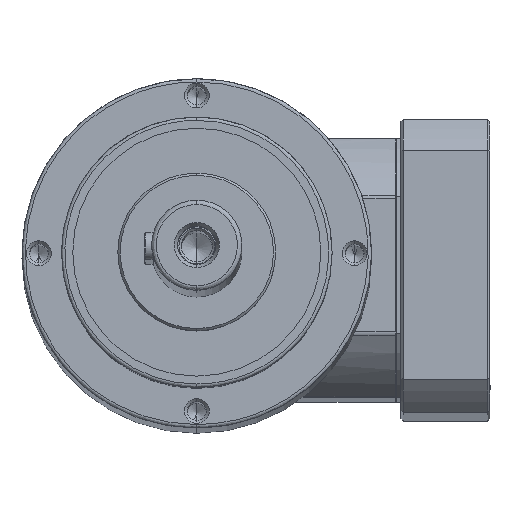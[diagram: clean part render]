
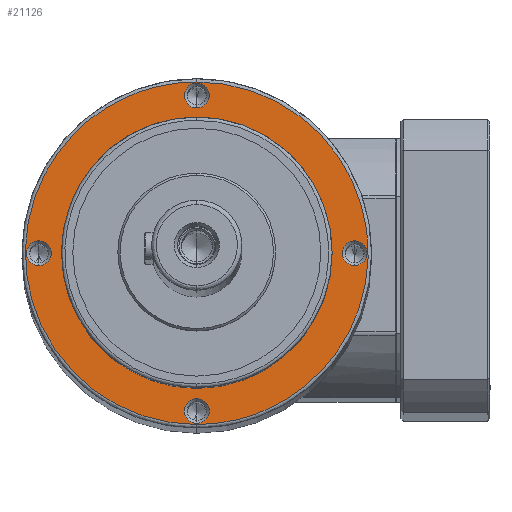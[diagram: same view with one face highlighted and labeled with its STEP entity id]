
A CAD part, left-side view. The second image highlights one B-rep face of the part: STEP entity #21126.
In plain terms, the highlighted face is planar.
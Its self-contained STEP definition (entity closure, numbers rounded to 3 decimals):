
#264 = ORIENTED_EDGE ( 'NONE', *, *, #30810, .F. ) ;
#347 = DIRECTION ( 'NONE',  ( 0., 0., -1. ) ) ;
#732 = CARTESIAN_POINT ( 'NONE',  ( 0., -70., 12. ) ) ;
#874 = AXIS2_PLACEMENT_3D ( 'NONE', #16185, #37571, #19277 ) ;
#885 = DIRECTION ( 'NONE',  ( -1., 0., 0. ) ) ;
#1593 = EDGE_CURVE ( 'NONE', #20790, #32718, #13683, .T. ) ;
#2466 = CIRCLE ( 'NONE', #874, 5.5 ) ;
#2938 = DIRECTION ( 'NONE',  ( -1., 0., 0. ) ) ;
#3675 =( BOUNDED_CURVE ( )  B_SPLINE_CURVE ( 3, ( #8815, #36291, #15027, #36423 ),
 .UNSPECIFIED., .F., .T. ) 
 B_SPLINE_CURVE_WITH_KNOTS ( ( 4, 4 ),
 ( 0., 0.5 ),
 .UNSPECIFIED. ) 
 CURVE ( )  GEOMETRIC_REPRESENTATION_ITEM ( )  RATIONAL_B_SPLINE_CURVE ( ( 1., 0.333, 0.333, 1. ) ) 
 REPRESENTATION_ITEM ( '' )  );
#4094 = CARTESIAN_POINT ( 'NONE',  ( 76., 0., 12. ) ) ;
#4255 = CARTESIAN_POINT ( 'NONE',  ( -5.5, 70., 12. ) ) ;
#4642 = VERTEX_POINT ( 'NONE', #37177 ) ;
#4710 = VERTEX_POINT ( 'NONE', #37001 ) ;
#5484 = DIRECTION ( 'NONE',  ( 0., 0., -1. ) ) ;
#5564 = AXIS2_PLACEMENT_3D ( 'NONE', #39603, #21227, #2938 ) ;
#5576 = CIRCLE ( 'NONE', #8525, 60. ) ;
#6347 = AXIS2_PLACEMENT_3D ( 'NONE', #37528, #19223, #885 ) ;
#6445 = CARTESIAN_POINT ( 'NONE',  ( -75.5, 0., 12. ) ) ;
#6522 = DIRECTION ( 'NONE',  ( 0., 0., -1. ) ) ;
#6592 =( BOUNDED_CURVE ( )  B_SPLINE_CURVE ( 3, ( #4094, #22319, #7114, #28367 ),
 .UNSPECIFIED., .F., .F. ) 
 B_SPLINE_CURVE_WITH_KNOTS ( ( 4, 4 ),
 ( 0.5, 1. ),
 .UNSPECIFIED. ) 
 CURVE ( )  GEOMETRIC_REPRESENTATION_ITEM ( )  RATIONAL_B_SPLINE_CURVE ( ( 1., 0.333, 0.333, 1. ) ) 
 REPRESENTATION_ITEM ( '' )  );
#6677 = CARTESIAN_POINT ( 'NONE',  ( 0., -70., 12. ) ) ;
#6987 = DIRECTION ( 'NONE',  ( 0., 0., -1. ) ) ;
#7114 = CARTESIAN_POINT ( 'NONE',  ( -76., 152., 12. ) ) ;
#7612 = AXIS2_PLACEMENT_3D ( 'NONE', #17312, #38680, #20381 ) ;
#8196 = CARTESIAN_POINT ( 'NONE',  ( 64.5, 0., 12. ) ) ;
#8525 = AXIS2_PLACEMENT_3D ( 'NONE', #25143, #6987, #28219 ) ;
#8815 = CARTESIAN_POINT ( 'NONE',  ( -76., 0., 12. ) ) ;
#9254 = DIRECTION ( 'NONE',  ( -1., 0., 0. ) ) ;
#9443 = ORIENTED_EDGE ( 'NONE', *, *, #36854, .F. ) ;
#9483 = CARTESIAN_POINT ( 'NONE',  ( 5.5, -70., 12. ) ) ;
#9736 = DIRECTION ( 'NONE',  ( -1., 0., 0. ) ) ;
#9946 = VERTEX_POINT ( 'NONE', #21113 ) ;
#10012 = ORIENTED_EDGE ( 'NONE', *, *, #1593, .F. ) ;
#10205 = FACE_BOUND ( 'NONE', #12492, .T. ) ;
#10236 = CIRCLE ( 'NONE', #20829, 5.5 ) ;
#10643 = CARTESIAN_POINT ( 'NONE',  ( 0., 0., 12. ) ) ;
#10646 = CARTESIAN_POINT ( 'NONE',  ( -64.5, 0., 12. ) ) ;
#11197 = FACE_BOUND ( 'NONE', #39690, .T. ) ;
#12492 = EDGE_LOOP ( 'NONE', ( #22423, #37451 ) ) ;
#13683 = CIRCLE ( 'NONE', #37488, 5.5 ) ;
#13720 = DIRECTION ( 'NONE',  ( 1., 0., 0. ) ) ;
#14121 = DIRECTION ( 'NONE',  ( 0., 0., 1. ) ) ;
#14460 = VERTEX_POINT ( 'NONE', #20979 ) ;
#15027 = CARTESIAN_POINT ( 'NONE',  ( 76., -152., 12. ) ) ;
#15142 = AXIS2_PLACEMENT_3D ( 'NONE', #32286, #14121, #35506 ) ;
#15185 = CARTESIAN_POINT ( 'NONE',  ( 75.5, 0., 12. ) ) ;
#15209 = EDGE_CURVE ( 'NONE', #4710, #9946, #6592, .T. ) ;
#15402 = EDGE_CURVE ( 'NONE', #9946, #4710, #3675, .T. ) ;
#16185 = CARTESIAN_POINT ( 'NONE',  ( 0., 70., 12. ) ) ;
#16997 = ORIENTED_EDGE ( 'NONE', *, *, #24523, .F. ) ;
#17312 = CARTESIAN_POINT ( 'NONE',  ( -70., 0., 12. ) ) ;
#17770 = VERTEX_POINT ( 'NONE', #15185 ) ;
#17966 = EDGE_CURVE ( 'NONE', #25626, #4642, #5576, .T. ) ;
#18432 = FACE_OUTER_BOUND ( 'NONE', #27142, .T. ) ;
#19223 = DIRECTION ( 'NONE',  ( 0., 0., -1. ) ) ;
#19277 = DIRECTION ( 'NONE',  ( -1., 0., 0. ) ) ;
#20381 = DIRECTION ( 'NONE',  ( -1., 0., 0. ) ) ;
#20790 = VERTEX_POINT ( 'NONE', #39713 ) ;
#20829 = AXIS2_PLACEMENT_3D ( 'NONE', #6677, #27928, #9736 ) ;
#20979 = CARTESIAN_POINT ( 'NONE',  ( 5.5, 70., 12. ) ) ;
#21113 = CARTESIAN_POINT ( 'NONE',  ( -76., 0., 12. ) ) ;
#21126 = ADVANCED_FACE ( 'NONE', ( #18432, #11197, #34604, #26321, #35606, #10205 ), #38461, .F. ) ;
#21146 = ORIENTED_EDGE ( 'NONE', *, *, #27583, .F. ) ;
#21227 = DIRECTION ( 'NONE',  ( 0., 0., -1. ) ) ;
#22237 = EDGE_LOOP ( 'NONE', ( #10012, #21146 ) ) ;
#22319 = CARTESIAN_POINT ( 'NONE',  ( 76., 152., 12. ) ) ;
#22423 = ORIENTED_EDGE ( 'NONE', *, *, #17966, .F. ) ;
#23116 = CARTESIAN_POINT ( 'NONE',  ( 60., 0., 12. ) ) ;
#23607 = CARTESIAN_POINT ( 'NONE',  ( 0., 70., 12. ) ) ;
#23793 = AXIS2_PLACEMENT_3D ( 'NONE', #10643, #31903, #13720 ) ;
#23923 = EDGE_LOOP ( 'NONE', ( #264, #36280 ) ) ;
#24035 = EDGE_CURVE ( 'NONE', #17770, #35340, #33259, .T. ) ;
#24350 = VERTEX_POINT ( 'NONE', #4255 ) ;
#24523 = EDGE_CURVE ( 'NONE', #24350, #14460, #24556, .T. ) ;
#24556 = CIRCLE ( 'NONE', #32574, 5.5 ) ;
#24692 = CARTESIAN_POINT ( 'NONE',  ( 70., 0., 12. ) ) ;
#25143 = CARTESIAN_POINT ( 'NONE',  ( 0., 0., 12. ) ) ;
#25395 = ORIENTED_EDGE ( 'NONE', *, *, #33822, .F. ) ;
#25626 = VERTEX_POINT ( 'NONE', #23116 ) ;
#25655 = ORIENTED_EDGE ( 'NONE', *, *, #15402, .F. ) ;
#26321 = FACE_BOUND ( 'NONE', #23923, .T. ) ;
#26646 = DIRECTION ( 'NONE',  ( -1., 0., 0. ) ) ;
#27142 = EDGE_LOOP ( 'NONE', ( #39514, #25655 ) ) ;
#27196 = ORIENTED_EDGE ( 'NONE', *, *, #24035, .F. ) ;
#27583 = EDGE_CURVE ( 'NONE', #32718, #20790, #10236, .T. ) ;
#27764 = DIRECTION ( 'NONE',  ( -1., 0., 0. ) ) ;
#27928 = DIRECTION ( 'NONE',  ( 0., 0., -1. ) ) ;
#28219 = DIRECTION ( 'NONE',  ( 1., 0., 0. ) ) ;
#28367 = CARTESIAN_POINT ( 'NONE',  ( -76., 0., 12. ) ) ;
#30662 = EDGE_CURVE ( 'NONE', #37391, #35592, #37469, .T. ) ;
#30810 = EDGE_CURVE ( 'NONE', #35592, #37391, #34992, .T. ) ;
#31903 = DIRECTION ( 'NONE',  ( 0., 0., -1. ) ) ;
#32286 = CARTESIAN_POINT ( 'NONE',  ( 0., 0., 12. ) ) ;
#32574 = AXIS2_PLACEMENT_3D ( 'NONE', #23607, #5484, #26646 ) ;
#32718 = VERTEX_POINT ( 'NONE', #9483 ) ;
#33259 = CIRCLE ( 'NONE', #5564, 5.5 ) ;
#33601 = CIRCLE ( 'NONE', #23793, 60. ) ;
#33822 = EDGE_CURVE ( 'NONE', #14460, #24350, #2466, .T. ) ;
#34112 = CIRCLE ( 'NONE', #37029, 5.5 ) ;
#34604 = FACE_BOUND ( 'NONE', #22237, .T. ) ;
#34992 = CIRCLE ( 'NONE', #7612, 5.5 ) ;
#35340 = VERTEX_POINT ( 'NONE', #8196 ) ;
#35506 = DIRECTION ( 'NONE',  ( 1., 0., 0. ) ) ;
#35592 = VERTEX_POINT ( 'NONE', #6445 ) ;
#35606 = FACE_BOUND ( 'NONE', #36568, .T. ) ;
#36280 = ORIENTED_EDGE ( 'NONE', *, *, #30662, .F. ) ;
#36291 = CARTESIAN_POINT ( 'NONE',  ( -76., -152., 12. ) ) ;
#36423 = CARTESIAN_POINT ( 'NONE',  ( 76., 0., 12. ) ) ;
#36568 = EDGE_LOOP ( 'NONE', ( #16997, #25395 ) ) ;
#36854 = EDGE_CURVE ( 'NONE', #35340, #17770, #34112, .T. ) ;
#36984 = EDGE_CURVE ( 'NONE', #4642, #25626, #33601, .T. ) ;
#37001 = CARTESIAN_POINT ( 'NONE',  ( 76., 0., 12. ) ) ;
#37029 = AXIS2_PLACEMENT_3D ( 'NONE', #24692, #6522, #27764 ) ;
#37177 = CARTESIAN_POINT ( 'NONE',  ( -60., 0., 12. ) ) ;
#37391 = VERTEX_POINT ( 'NONE', #10646 ) ;
#37451 = ORIENTED_EDGE ( 'NONE', *, *, #36984, .F. ) ;
#37469 = CIRCLE ( 'NONE', #6347, 5.5 ) ;
#37488 = AXIS2_PLACEMENT_3D ( 'NONE', #732, #347, #9254 ) ;
#37528 = CARTESIAN_POINT ( 'NONE',  ( -70., 0., 12. ) ) ;
#37571 = DIRECTION ( 'NONE',  ( 0., 0., -1. ) ) ;
#38461 = PLANE ( 'NONE',  #15142 ) ;
#38680 = DIRECTION ( 'NONE',  ( 0., 0., -1. ) ) ;
#39514 = ORIENTED_EDGE ( 'NONE', *, *, #15209, .F. ) ;
#39603 = CARTESIAN_POINT ( 'NONE',  ( 70., 0., 12. ) ) ;
#39690 = EDGE_LOOP ( 'NONE', ( #9443, #27196 ) ) ;
#39713 = CARTESIAN_POINT ( 'NONE',  ( -5.5, -70., 12. ) ) ;
